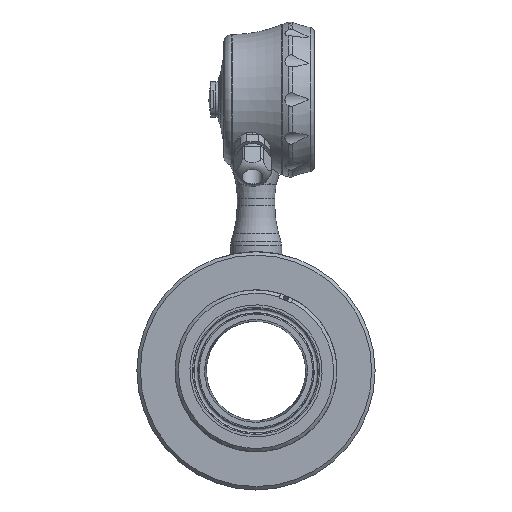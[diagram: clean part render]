
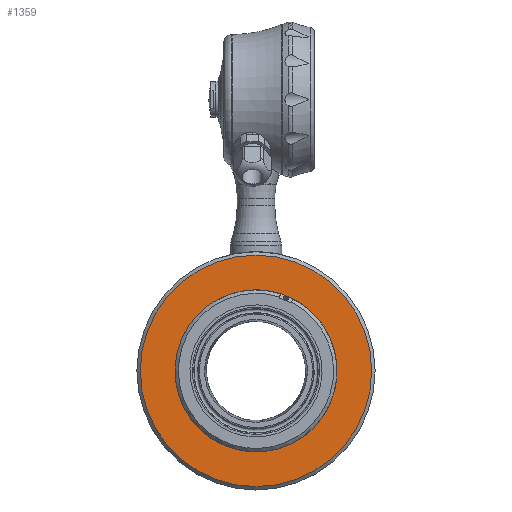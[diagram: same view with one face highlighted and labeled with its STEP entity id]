
A CAD part, front view. The second image highlights one B-rep face of the part: STEP entity #1359.
In plain terms, the highlighted planar face has unit normal (0, -1, 0).
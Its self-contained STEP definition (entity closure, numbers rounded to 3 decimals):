
#1359 = ADVANCED_FACE( 'NONE', ( #2931, #2932 ), #2933, .F. );
#2931 = FACE_OUTER_BOUND( '', #5157, .T. );
#2932 = FACE_BOUND( '', #5158, .T. );
#2933 = PLANE( '', #5159 );
#5157 = EDGE_LOOP( '', ( #9363 ) );
#5158 = EDGE_LOOP( '', ( #9364 ) );
#5159 = AXIS2_PLACEMENT_3D( '', #9365, #9366, #9367 );
#9363 = ORIENTED_EDGE( '', *, *, #12071, .T. );
#9364 = ORIENTED_EDGE( '', *, *, #12072, .T. );
#9365 = CARTESIAN_POINT( '', ( 0., -50., -67.85 ) );
#9366 = DIRECTION( '', ( 0., 1., 0. ) );
#9367 = DIRECTION( '', ( -1., 0., 0. ) );
#12071 = EDGE_CURVE( 'NONE', #14712, #14712, #14713, .T. );
#12072 = EDGE_CURVE( 'NONE', #14714, #14714, #14715, .T. );
#14712 = VERTEX_POINT( '', #21601 );
#14713 = CIRCLE( '', #21602, 67.85 );
#14714 = VERTEX_POINT( '', #21603 );
#14715 = CIRCLE( '', #21604, 47.5 );
#21601 = CARTESIAN_POINT( '', ( 0., -50., 67.85 ) );
#21602 = AXIS2_PLACEMENT_3D( '', #23686, #23687, #23688 );
#21603 = CARTESIAN_POINT( '', ( -43.901, -50., 18.138 ) );
#21604 = AXIS2_PLACEMENT_3D( '', #23689, #23690, #23691 );
#23686 = CARTESIAN_POINT( '', ( 0., -50., 0. ) );
#23687 = DIRECTION( '', ( 0., -1., 0. ) );
#23688 = DIRECTION( '', ( 0., 0., 1. ) );
#23689 = CARTESIAN_POINT( '', ( 0., -50., 0. ) );
#23690 = DIRECTION( '', ( 0., 1., 0. ) );
#23691 = DIRECTION( '', ( -0.924, 0., 0.382 ) );
